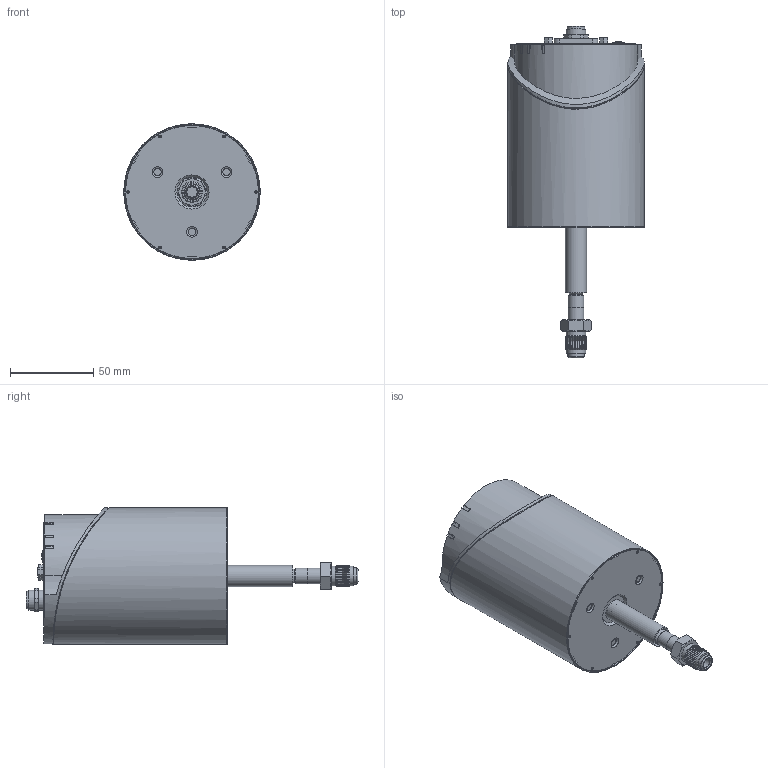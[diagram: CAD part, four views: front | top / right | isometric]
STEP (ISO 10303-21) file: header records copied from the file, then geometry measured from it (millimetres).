
FILE_DESCRIPTION(/* description */ (''),/* implementation_level */ '2;1');
FILE_NAME(/* name */ '4 VCR male Deveice Net.stp',/* time_stamp */ '2023-01-30T13:14:15+01:00',/* author */ ('cons002'),/* organization */ (''),/* preprocessor_version */ 'ST-DEVELOPER v18.1',/* originating_system */ 'Autodesk Inventor 2021',/* authorisation */ '');
FILE_SCHEMA (('AUTOMOTIVE_DESIGN { 1 0 10303 214 3 1 1 }'));
Length unit declared in the file: millimetre
Products named in the file (1): 4 VCR male Deveice Net
Bounding box: 82 x 199.77 x 82 mm (x, y, z)
Volume: 570601.9 mm3; surface area: 61331.3 mm2
Topology: 2 solids, 9 shells, 2481 faces, 6754 edges, 4368 vertices
Faces by surface type: plane 1344, cylinder 527, bspline 488, cone 62, sphere 32, torus 28
Full cylindrical faces by diameter (mm): 1 x25, 1.5 x2, 2.156 x2, 2.5 x1, 2.6 x1, 2.8 x2, 2.845 x2, 2.9 x2, 3 x6, 3.2 x4, 3.4 x2, 3.8 x7, 4 x1, 4.467 x1, 4.5 x1, 6.35 x1, 7 x1, 7.874 x1, 7.9 x1, 8.3 x1, 9.4 x1, 9.5 x2, 9.525 x1, 9.6 x1, 9.906 x2, 10.2 x1, 10.5 x1, 10.6 x1, 11.5 x1, 11.7 x1
Entity records: 87723 total; most frequent: CARTESIAN_POINT 24690, ORIENTED_EDGE 13462, DIRECTION 10936, EDGE_CURVE 6731, VERTEX_POINT 4368, LINE 4338, VECTOR 4338, AXIS2_PLACEMENT_3D 3299
